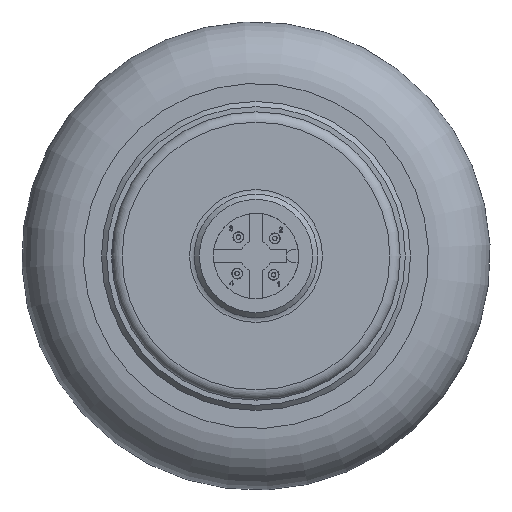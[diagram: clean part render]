
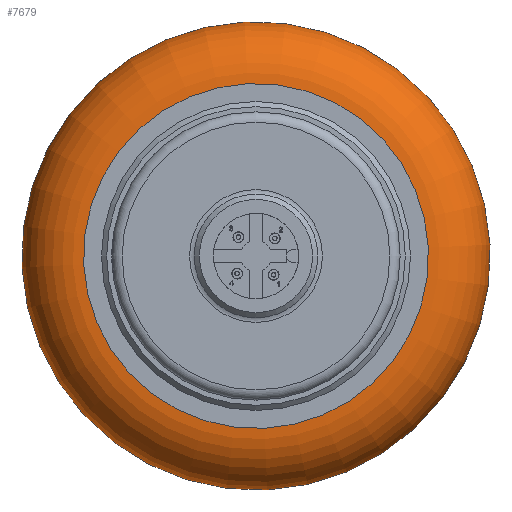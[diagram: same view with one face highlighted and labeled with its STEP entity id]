
A CAD part, front view. The second image highlights one B-rep face of the part: STEP entity #7679.
In plain terms, the highlighted toroidal (fillet/blend) face has major radius 16.75 mm and minor radius 6 mm.
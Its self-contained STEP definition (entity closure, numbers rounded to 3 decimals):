
#13=TOROIDAL_SURFACE('',#8157,16.75,6.);
#470=FACE_OUTER_BOUND('',#885,.T.);
#885=EDGE_LOOP('',(#5167,#5168,#5169,#5170,#5171,#5172,#5173));
#3099=CIRCLE('',#8153,16.75);
#3100=CIRCLE('',#8154,16.75);
#3103=CIRCLE('',#8158,6.);
#3104=CIRCLE('',#8159,22.75);
#3105=CIRCLE('',#8160,22.75);
#3106=CIRCLE('',#8161,22.75);
#3276=VERTEX_POINT('',#10870);
#3277=VERTEX_POINT('',#10871);
#3280=VERTEX_POINT('',#10879);
#3281=VERTEX_POINT('',#10881);
#3282=VERTEX_POINT('',#10883);
#4023=EDGE_CURVE('',#3276,#3277,#3099,.T.);
#4024=EDGE_CURVE('',#3277,#3276,#3100,.T.);
#4027=EDGE_CURVE('',#3277,#3280,#3103,.T.);
#4028=EDGE_CURVE('',#3280,#3281,#3104,.T.);
#4029=EDGE_CURVE('',#3281,#3282,#3105,.T.);
#4030=EDGE_CURVE('',#3282,#3280,#3106,.T.);
#5167=ORIENTED_EDGE('',*,*,#4023,.F.);
#5168=ORIENTED_EDGE('',*,*,#4024,.F.);
#5169=ORIENTED_EDGE('',*,*,#4027,.T.);
#5170=ORIENTED_EDGE('',*,*,#4028,.T.);
#5171=ORIENTED_EDGE('',*,*,#4029,.T.);
#5172=ORIENTED_EDGE('',*,*,#4030,.T.);
#5173=ORIENTED_EDGE('',*,*,#4027,.F.);
#7679=ADVANCED_FACE('',(#470),#13,.T.);
#8153=AXIS2_PLACEMENT_3D('',#10872,#8821,#8822);
#8154=AXIS2_PLACEMENT_3D('',#10873,#8823,#8824);
#8157=AXIS2_PLACEMENT_3D('',#10878,#8829,#8830);
#8158=AXIS2_PLACEMENT_3D('',#10880,#8831,#8832);
#8159=AXIS2_PLACEMENT_3D('',#10882,#8833,#8834);
#8160=AXIS2_PLACEMENT_3D('',#10884,#8835,#8836);
#8161=AXIS2_PLACEMENT_3D('',#10885,#8837,#8838);
#8821=DIRECTION('center_axis',(0.,-1.,0.));
#8822=DIRECTION('ref_axis',(-0.541,0.,0.841));
#8823=DIRECTION('center_axis',(0.,-1.,0.));
#8824=DIRECTION('ref_axis',(-0.541,0.,0.841));
#8829=DIRECTION('center_axis',(0.,-1.,0.));
#8830=DIRECTION('ref_axis',(-0.541,0.,0.841));
#8831=DIRECTION('center_axis',(0.841,0.,0.541));
#8832=DIRECTION('ref_axis',(0.541,0.,-0.841));
#8833=DIRECTION('center_axis',(0.,-1.,0.));
#8834=DIRECTION('ref_axis',(-0.541,0.,0.841));
#8835=DIRECTION('center_axis',(0.,-1.,0.));
#8836=DIRECTION('ref_axis',(-0.541,0.,0.841));
#8837=DIRECTION('center_axis',(0.,-1.,0.));
#8838=DIRECTION('ref_axis',(-0.541,0.,0.841));
#10870=CARTESIAN_POINT('',(17.033,39.669,27.983));
#10871=CARTESIAN_POINT('',(12.02,39.669,4.832));
#10872=CARTESIAN_POINT('Origin',(2.951,39.669,18.915));
#10873=CARTESIAN_POINT('Origin',(2.951,39.669,18.915));
#10878=CARTESIAN_POINT('Origin',(2.951,45.669,18.915));
#10879=CARTESIAN_POINT('',(15.268,45.669,-0.213));
#10880=CARTESIAN_POINT('Origin',(12.02,45.669,4.832));
#10881=CARTESIAN_POINT('',(22.078,45.669,31.232));
#10882=CARTESIAN_POINT('Origin',(2.951,45.669,18.915));
#10883=CARTESIAN_POINT('',(-16.176,45.669,6.597));
#10884=CARTESIAN_POINT('Origin',(2.951,45.669,18.915));
#10885=CARTESIAN_POINT('Origin',(2.951,45.669,18.915));
